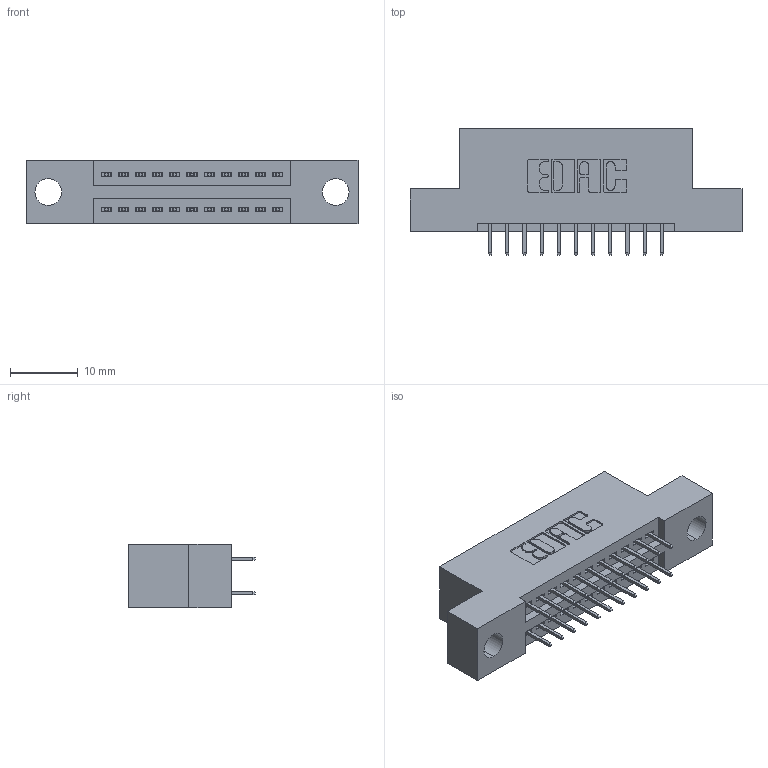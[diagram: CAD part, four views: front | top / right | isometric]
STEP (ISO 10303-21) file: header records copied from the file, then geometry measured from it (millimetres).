
FILE_DESCRIPTION (( 'STEP AP203' ), '1' );
FILE_NAME ('395-022-525-204.STEP', '2020-09-23T13:17:51', ( '' ), ( '' ), 'SwSTEP 2.0', 'SolidWorks 2020', '' );
FILE_SCHEMA (( 'CONFIG_CONTROL_DESIGN' ));
Length unit declared in the file: inch
Products named in the file (3): 345 Part_Flush Mounting Lugs - 0.156 Dia-TH; 395-022-525-204; 345-292-001_345-293-125
Assembly tree (23 placements, depth 2):
  395-022-525-204
    345 Part_Flush Mounting Lugs - 0.156 Dia-TH
    345-292-001_345-293-125  x22
Bounding box: 49.15 x 18.72 x 9.4 mm (x, y, z)
Volume: 4362.6 mm3; surface area: 5554.3 mm2
Topology: 23 solids, 23 shells, 1314 faces, 3707 edges, 2382 vertices
Faces by surface type: plane 938, cylinder 376
Entity records: 12881 total; most frequent: CARTESIAN_POINT 2188, ORIENTED_EDGE 2122, DIRECTION 1969, EDGE_CURVE 1061, VECTOR 889, LINE 889, VERTEX_POINT 702, AXIS2_PLACEMENT_3D 540
